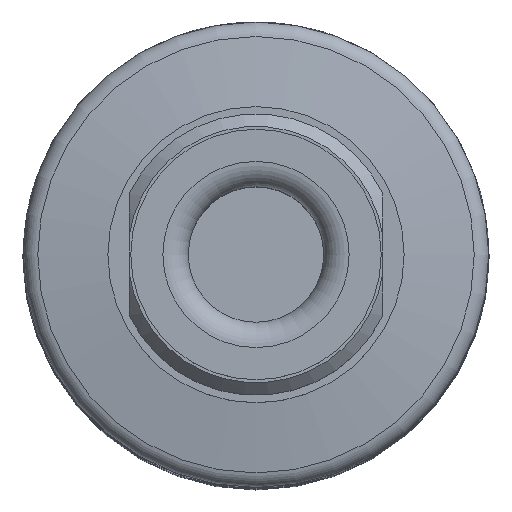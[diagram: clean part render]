
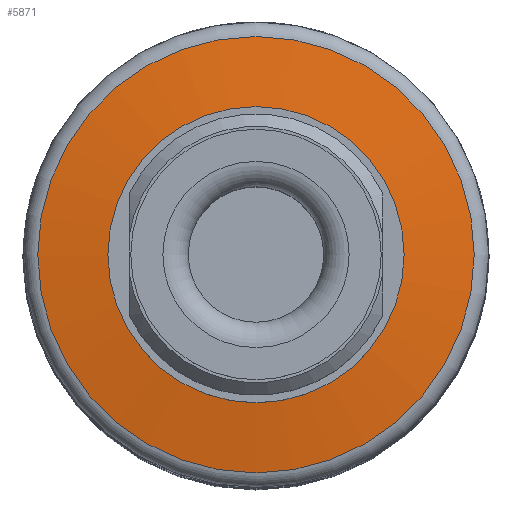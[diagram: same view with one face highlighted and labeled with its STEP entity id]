
A CAD part, top view. The second image highlights one B-rep face of the part: STEP entity #5871.
In plain terms, the highlighted conical face has half-angle 82 degrees and reference radius 25.778 mm.
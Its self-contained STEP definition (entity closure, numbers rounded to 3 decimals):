
#329=CONICAL_SURFACE('',#6226,25.778,1.431);
#438=CIRCLE('',#6225,25.778);
#439=CIRCLE('',#6227,17.5);
#1427=ORIENTED_EDGE('',*,*,#2270,.F.);
#1428=ORIENTED_EDGE('',*,*,#2269,.T.);
#2269=EDGE_CURVE('',#2690,#2690,#438,.T.);
#2270=EDGE_CURVE('',#2691,#2691,#439,.T.);
#2690=VERTEX_POINT('',#9283);
#2691=VERTEX_POINT('',#9286);
#3524=EDGE_LOOP('',(#1427));
#3525=EDGE_LOOP('',(#1428));
#3806=FACE_BOUND('',#3524,.T.);
#3807=FACE_BOUND('',#3525,.T.);
#5871=ADVANCED_FACE('',(#3806,#3807),#329,.T.);
#6225=AXIS2_PLACEMENT_3D('',#9282,#7191,#7192);
#6226=AXIS2_PLACEMENT_3D('',#9284,#7193,#7194);
#6227=AXIS2_PLACEMENT_3D('',#9285,#7195,#7196);
#7191=DIRECTION('',(0.,0.,1.));
#7192=DIRECTION('',(1.,0.,0.));
#7193=DIRECTION('',(0.,0.,-1.));
#7194=DIRECTION('',(-1.,0.,0.));
#7195=DIRECTION('',(0.,0.,1.));
#7196=DIRECTION('',(1.,0.,0.));
#9282=CARTESIAN_POINT('',(0.,0.,-2.663));
#9283=CARTESIAN_POINT('',(25.778,0.,-2.663));
#9284=CARTESIAN_POINT('',(0.,0.,-2.663));
#9285=CARTESIAN_POINT('',(0.,0.,-1.5));
#9286=CARTESIAN_POINT('',(17.5,0.,-1.5));
